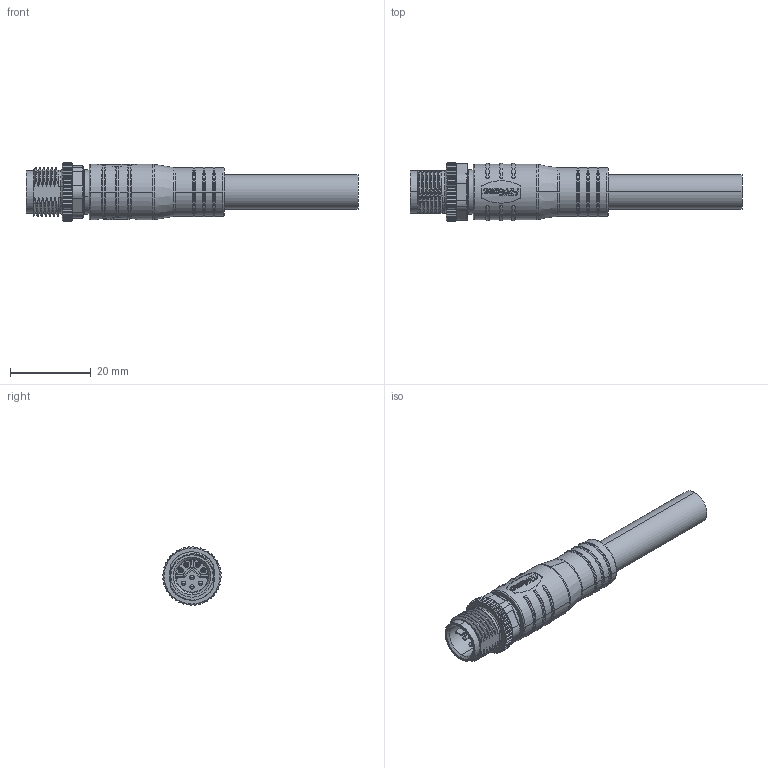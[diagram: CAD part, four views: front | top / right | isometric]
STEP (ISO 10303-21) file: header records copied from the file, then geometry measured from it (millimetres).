
FILE_DESCRIPTION (( 'STEP AP203' ), '1' );
FILE_NAME ('P143.STEP', '2020-05-12T02:29:19', ( 'edpusr' ), ( 'Microsoft' ), 'SwSTEP 2.0', 'SolidWorks 2015', '' );
FILE_SCHEMA (( 'CONFIG_CONTROL_DESIGN' ));
Products named in the file (1): P143
Bounding box: 82.35 x 14.5 x 14.5 mm (x, y, z)
Volume: 7516 mm3; surface area: 6448.6 mm2
Topology: 1 solids, 15 shells, 1702 faces, 4436 edges, 2750 vertices
Faces by surface type: cylinder 635, plane 495, bspline 287, cone 242, torus 43
Entity records: 67767 total; most frequent: CARTESIAN_POINT 28563, ORIENTED_EDGE 8774, DIRECTION 7646, EDGE_CURVE 4387, AXIS2_PLACEMENT_3D 2965, VERTEX_POINT 2750, EDGE_LOOP 1797, VECTOR 1716
